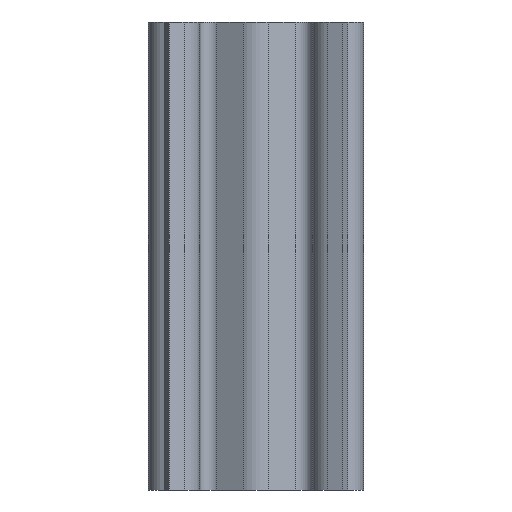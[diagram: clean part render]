
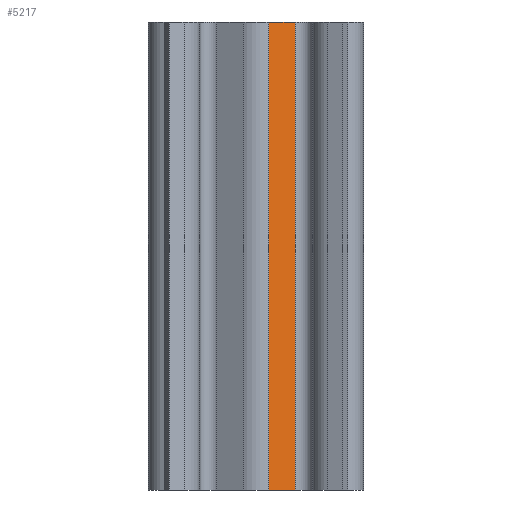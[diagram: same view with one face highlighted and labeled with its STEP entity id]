
A CAD part, front view. The second image highlights one B-rep face of the part: STEP entity #5217.
In plain terms, the highlighted planar face has unit normal (0.5, -0.866, 0).
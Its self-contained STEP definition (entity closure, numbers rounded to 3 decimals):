
#581=FACE_OUTER_BOUND('',#847,.T.);
#847=EDGE_LOOP('',(#4025,#4026,#4027,#4028));
#1291=LINE('',#8498,#1823);
#1292=LINE('',#8501,#1824);
#1293=LINE('',#8503,#1825);
#1294=LINE('',#8504,#1826);
#1823=VECTOR('',#6909,10.);
#1824=VECTOR('',#6912,10.);
#1825=VECTOR('',#6913,10.);
#1826=VECTOR('',#6914,10.);
#2353=VERTEX_POINT('',#8494);
#2354=VERTEX_POINT('',#8496);
#2355=VERTEX_POINT('',#8500);
#2356=VERTEX_POINT('',#8502);
#3057=EDGE_CURVE('',#2353,#2354,#1291,.T.);
#3058=EDGE_CURVE('',#2355,#2353,#1292,.T.);
#3059=EDGE_CURVE('',#2356,#2354,#1293,.T.);
#3060=EDGE_CURVE('',#2355,#2356,#1294,.T.);
#4025=ORIENTED_EDGE('',*,*,#3058,.T.);
#4026=ORIENTED_EDGE('',*,*,#3057,.T.);
#4027=ORIENTED_EDGE('',*,*,#3059,.F.);
#4028=ORIENTED_EDGE('',*,*,#3060,.F.);
#4994=PLANE('',#5677);
#5217=ADVANCED_FACE('',(#581),#4994,.T.);
#5677=AXIS2_PLACEMENT_3D('',#8499,#6910,#6911);
#6909=DIRECTION('',(0.,0.,1.));
#6910=DIRECTION('center_axis',(0.5,-0.866,0.));
#6911=DIRECTION('ref_axis',(0.866,0.5,0.));
#6912=DIRECTION('',(0.866,0.5,0.));
#6913=DIRECTION('',(0.866,0.5,0.));
#6914=DIRECTION('',(0.,0.,1.));
#8494=CARTESIAN_POINT('',(-0.639,126.02,0.));
#8496=CARTESIAN_POINT('',(-0.639,126.02,50.));
#8498=CARTESIAN_POINT('',(-0.639,126.02,0.));
#8499=CARTESIAN_POINT('Origin',(-3.489,124.374,0.));
#8500=CARTESIAN_POINT('',(-3.489,124.374,0.));
#8501=CARTESIAN_POINT('',(-3.489,124.374,0.));
#8502=CARTESIAN_POINT('',(-3.489,124.374,50.));
#8503=CARTESIAN_POINT('',(-3.489,124.374,50.));
#8504=CARTESIAN_POINT('',(-3.489,124.374,0.));
